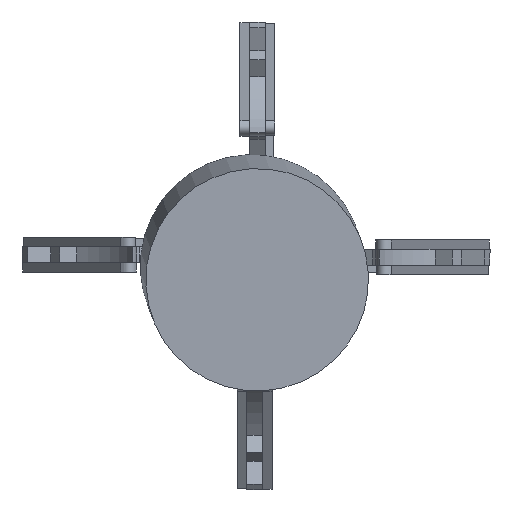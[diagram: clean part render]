
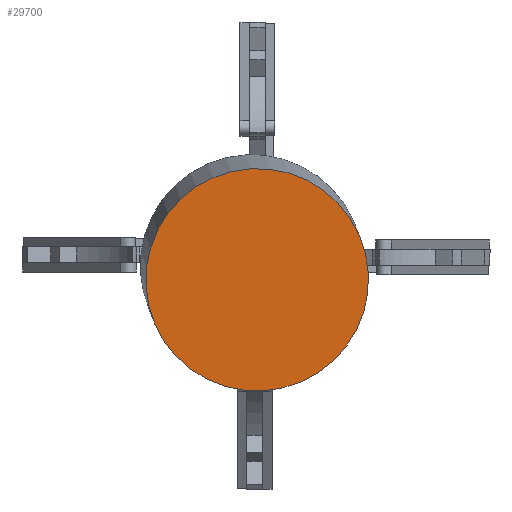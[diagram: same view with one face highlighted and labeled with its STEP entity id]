
A CAD part, front view. The second image highlights one B-rep face of the part: STEP entity #29700.
In plain terms, the highlighted face is planar.
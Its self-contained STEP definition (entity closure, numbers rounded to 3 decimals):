
#840 = CARTESIAN_POINT ( 'NONE',  ( 35., 0., 0. ) ) ;
#933 = EDGE_LOOP ( 'NONE', ( #22244, #19125 ) ) ;
#4749 = DIRECTION ( 'NONE',  ( 0., 0., 1. ) ) ;
#8110 = DIRECTION ( 'NONE',  ( 0., 0., 1. ) ) ;
#8335 = CIRCLE ( 'NONE', #9328, 35. ) ;
#9328 = AXIS2_PLACEMENT_3D ( 'NONE', #12242, #14701, #17459 ) ;
#9507 = VERTEX_POINT ( 'NONE', #20868 ) ;
#9672 = CIRCLE ( 'NONE', #15993, 35. ) ;
#10029 = EDGE_CURVE ( 'NONE', #28388, #9507, #9672, .T. ) ;
#10571 = PLANE ( 'NONE',  #27627 ) ;
#11405 = CARTESIAN_POINT ( 'NONE',  ( 0., 0., 0. ) ) ;
#11562 = DIRECTION ( 'NONE',  ( 1., 0., 0. ) ) ;
#12242 = CARTESIAN_POINT ( 'NONE',  ( 0., 0., 0. ) ) ;
#13055 = FACE_OUTER_BOUND ( 'NONE', #933, .T. ) ;
#14047 = EDGE_CURVE ( 'NONE', #9507, #28388, #8335, .T. ) ;
#14701 = DIRECTION ( 'NONE',  ( 0., 0., 1. ) ) ;
#15993 = AXIS2_PLACEMENT_3D ( 'NONE', #11405, #4749, #11562 ) ;
#17459 = DIRECTION ( 'NONE',  ( 1., 0., 0. ) ) ;
#19125 = ORIENTED_EDGE ( 'NONE', *, *, #10029, .F. ) ;
#20140 = CARTESIAN_POINT ( 'NONE',  ( 0., 0., 0. ) ) ;
#20868 = CARTESIAN_POINT ( 'NONE',  ( -35., 0., 0. ) ) ;
#22244 = ORIENTED_EDGE ( 'NONE', *, *, #14047, .F. ) ;
#24487 = DIRECTION ( 'NONE',  ( 1., 0., 0. ) ) ;
#27627 = AXIS2_PLACEMENT_3D ( 'NONE', #20140, #8110, #24487 ) ;
#28388 = VERTEX_POINT ( 'NONE', #840 ) ;
#29700 = ADVANCED_FACE ( 'NONE', ( #13055 ), #10571, .F. ) ;
